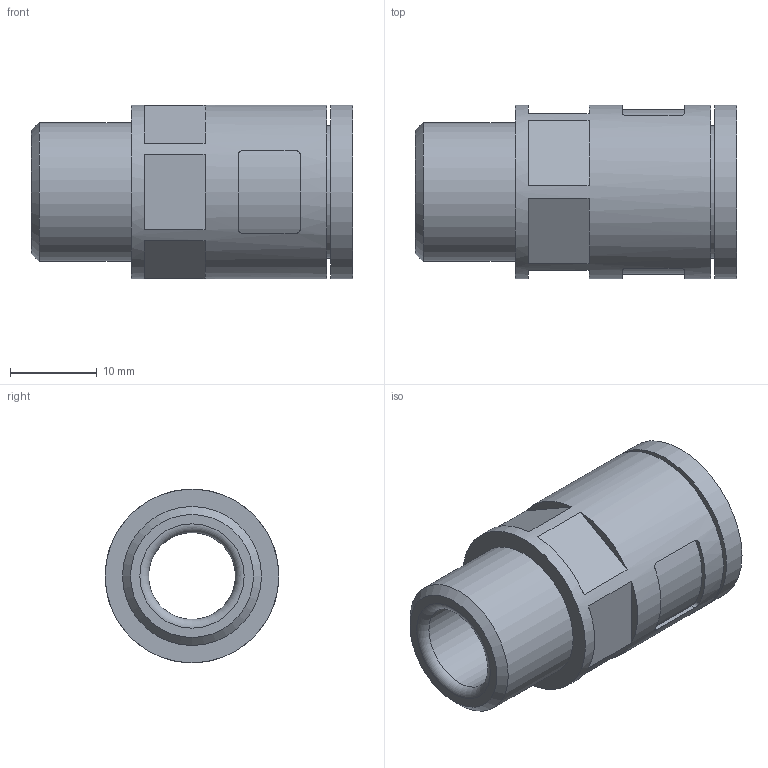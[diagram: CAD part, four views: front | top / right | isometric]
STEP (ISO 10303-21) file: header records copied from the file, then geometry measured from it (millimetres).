
FILE_DESCRIPTION( ( 'STEP AP203' ), '1' );
FILE_NAME( 'FLEXA RQG-M 5020.065.005.stp', '2020-03-27T12:58:56', ( 'License CC BY-ND 4.0' ), ( 'CADENAS' ), ' ', 'PARTsolutions', ' ' );
FILE_SCHEMA( ( 'CONFIG_CONTROL_DESIGN' ) );
Length unit declared in the file: millimetre
Products named in the file (1): _FLEXA RQG-M 5020.065.005
Bounding box: 37 x 20 x 20 mm (x, y, z)
Volume: 5750.6 mm3; surface area: 4319.6 mm2
Topology: 1 solids, 1 shells, 51 faces, 108 edges, 71 vertices
Faces by surface type: plane 32, cylinder 16, torus 2, cone 1
Full cylindrical faces by diameter (mm): 10 x1, 13 x1, 15.3 x1, 16 x1, 20 x2
Entity records: 1440 total; most frequent: CARTESIAN_POINT 318, DIRECTION 222, ORIENTED_EDGE 198, EDGE_CURVE 99, AXIS2_PLACEMENT_3D 87, EDGE_LOOP 74, VERTEX_POINT 71, FACE_OUTER_BOUND 59
